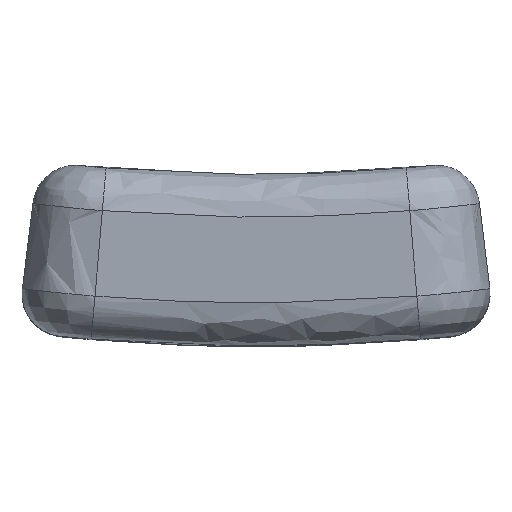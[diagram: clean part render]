
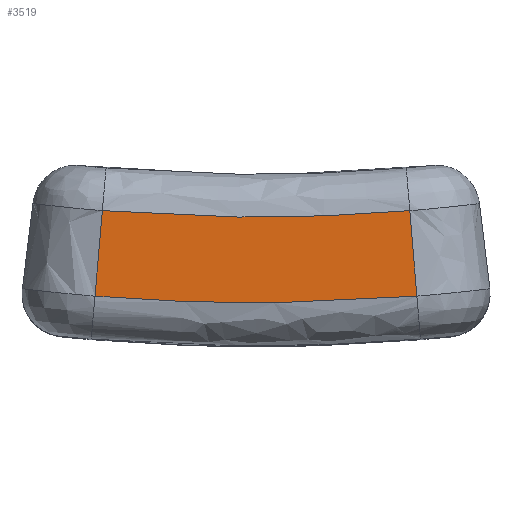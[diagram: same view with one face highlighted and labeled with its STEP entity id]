
A CAD part, top view. The second image highlights one B-rep face of the part: STEP entity #3519.
In plain terms, the highlighted planar face has unit normal (0, 0, 1).
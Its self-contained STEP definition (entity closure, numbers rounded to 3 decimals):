
#25 = EDGE_LOOP ( 'NONE', ( #818, #2083, #3462, #3593 ) ) ;
#103 = B_SPLINE_CURVE_WITH_KNOTS ( 'NONE', 3,
 ( #3474, #650, #3166, #1602, #1322, #2247, #3820, #1845, #1246, #2478, #1847 ),
 .UNSPECIFIED., .F., .F.,
 ( 4, 1, 1, 1, 1, 1, 1, 1, 4 ),
 ( 0., 0.188, 0.271, 0.376, 0.5, 0.625, 0.729, 0.812, 1. ),
 .UNSPECIFIED. ) ;
#243 = VERTEX_POINT ( 'NONE', #1293 ) ;
#315 = CARTESIAN_POINT ( 'NONE',  ( -4.478, 9.038, 19. ) ) ;
#444 = EDGE_CURVE ( 'NONE', #1278, #2137, #1325, .T. ) ;
#469 = LINE ( 'NONE', #2547, #2568 ) ;
#470 = VECTOR ( 'NONE', #943, 1000. ) ;
#650 = CARTESIAN_POINT ( 'NONE',  ( 9.836, 3.354, 19. ) ) ;
#818 = ORIENTED_EDGE ( 'NONE', *, *, #1975, .F. ) ;
#923 = CARTESIAN_POINT ( 'NONE',  ( 7.169, 9.151, 19. ) ) ;
#943 = DIRECTION ( 'NONE',  ( 0.083, -0.997, 0. ) ) ;
#968 = CARTESIAN_POINT ( 'NONE',  ( 10.746, 9.452, 19. ) ) ;
#1144 = PLANE ( 'NONE',  #1859 ) ;
#1230 = CARTESIAN_POINT ( 'NONE',  ( 2.669, 8.962, 19. ) ) ;
#1246 = CARTESIAN_POINT ( 'NONE',  ( -7.835, 3.217, 19. ) ) ;
#1278 = VERTEX_POINT ( 'NONE', #3775 ) ;
#1293 = CARTESIAN_POINT ( 'NONE',  ( -10.757, 9.453, 19. ) ) ;
#1322 = CARTESIAN_POINT ( 'NONE',  ( 2.641, 3.018, 19. ) ) ;
#1325 = LINE ( 'NONE', #2590, #470 ) ;
#1360 = FACE_OUTER_BOUND ( 'NONE', #25, .T. ) ;
#1602 = CARTESIAN_POINT ( 'NONE',  ( 4.984, 3.087, 19. ) ) ;
#1738 = CARTESIAN_POINT ( 'NONE',  ( 11.242, 3.472, 19. ) ) ;
#1845 = CARTESIAN_POINT ( 'NONE',  ( -5.019, 3.088, 19. ) ) ;
#1847 = CARTESIAN_POINT ( 'NONE',  ( -11.274, 3.475, 19. ) ) ;
#1859 = AXIS2_PLACEMENT_3D ( 'NONE', #1738, #3903, #2047 ) ;
#1975 = EDGE_CURVE ( 'NONE', #243, #1278, #3737, .T. ) ;
#2047 = DIRECTION ( 'NONE',  ( -1., 0., 0. ) ) ;
#2083 = ORIENTED_EDGE ( 'NONE', *, *, #2604, .F. ) ;
#2137 = VERTEX_POINT ( 'NONE', #3377 ) ;
#2246 = DIRECTION ( 'NONE',  ( 0.086, 0.996, 0. ) ) ;
#2247 = CARTESIAN_POINT ( 'NONE',  ( -0.029, 2.99, 19. ) ) ;
#2478 = CARTESIAN_POINT ( 'NONE',  ( -9.868, 3.356, 19. ) ) ;
#2547 = CARTESIAN_POINT ( 'NONE',  ( -11.274, 3.475, 19. ) ) ;
#2568 = VECTOR ( 'NONE', #2246, 1000. ) ;
#2590 = CARTESIAN_POINT ( 'NONE',  ( 10.994, 6.462, 19. ) ) ;
#2604 = EDGE_CURVE ( 'NONE', #3234, #243, #469, .T. ) ;
#2717 = CARTESIAN_POINT ( 'NONE',  ( -10.757, 9.453, 19. ) ) ;
#3113 = CARTESIAN_POINT ( 'NONE',  ( -8.074, 9.227, 19. ) ) ;
#3166 = CARTESIAN_POINT ( 'NONE',  ( 7.803, 3.215, 19. ) ) ;
#3178 = EDGE_CURVE ( 'NONE', #2137, #3234, #103, .T. ) ;
#3234 = VERTEX_POINT ( 'NONE', #3685 ) ;
#3377 = CARTESIAN_POINT ( 'NONE',  ( 11.242, 3.472, 19. ) ) ;
#3462 = ORIENTED_EDGE ( 'NONE', *, *, #3178, .F. ) ;
#3474 = CARTESIAN_POINT ( 'NONE',  ( 11.242, 3.472, 19. ) ) ;
#3519 = ADVANCED_FACE ( 'NONE', ( #1360 ), #1144, .F. ) ;
#3593 = ORIENTED_EDGE ( 'NONE', *, *, #444, .F. ) ;
#3685 = CARTESIAN_POINT ( 'NONE',  ( -11.274, 3.475, 19. ) ) ;
#3737 = B_SPLINE_CURVE_WITH_KNOTS ( 'NONE', 3,
 ( #2717, #3113, #315, #1230, #923, #968 ),
 .UNSPECIFIED., .F., .F.,
 ( 4, 1, 1, 4 ),
 ( 0., 0.375, 0.5, 1. ),
 .UNSPECIFIED. ) ;
#3775 = CARTESIAN_POINT ( 'NONE',  ( 10.746, 9.452, 19. ) ) ;
#3820 = CARTESIAN_POINT ( 'NONE',  ( -2.675, 3.018, 19. ) ) ;
#3903 = DIRECTION ( 'NONE',  ( 0., 0., -1. ) ) ;
